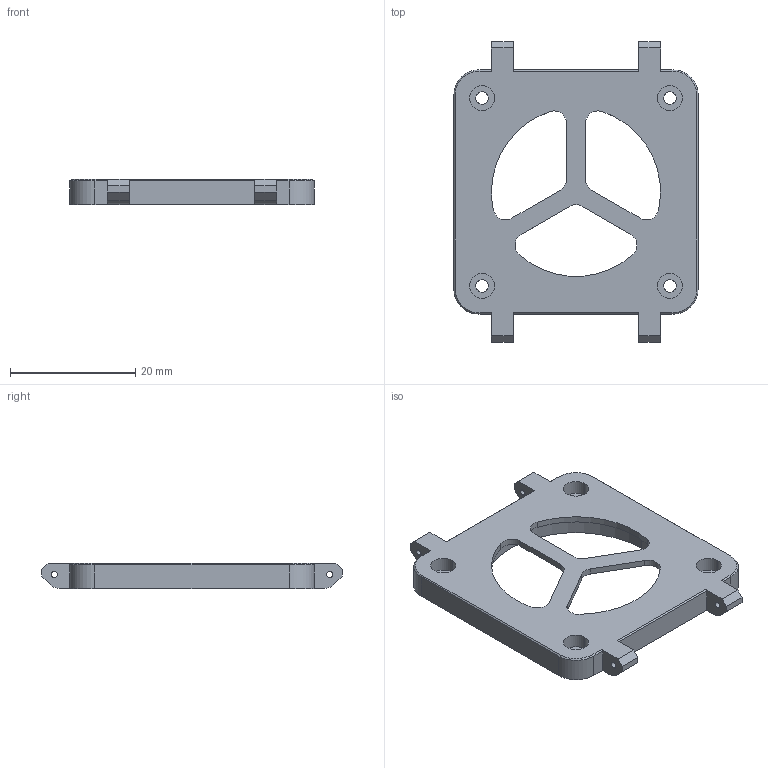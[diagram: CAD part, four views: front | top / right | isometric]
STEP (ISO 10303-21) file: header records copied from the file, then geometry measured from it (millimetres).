
FILE_DESCRIPTION (( 'STEP AP203' ), '1' );
FILE_NAME ('Fond.STEP', '2023-07-04T22:24:09', ( '' ), ( '' ), 'SwSTEP 2.0', 'SolidWorks 2022', '' );
FILE_SCHEMA (( 'CONFIG_CONTROL_DESIGN' ));
Length unit declared in the file: millimetre
Products named in the file (1): Fond
Bounding box: 39 x 48 x 4 mm (x, y, z)
Volume: 3579.7 mm3; surface area: 3556.4 mm2
Topology: 1 solids, 1 shells, 106 faces, 284 edges, 186 vertices
Faces by surface type: plane 50, cylinder 44, bspline 8, cone 4
Entity records: 4171 total; most frequent: CARTESIAN_POINT 1397, ORIENTED_EDGE 568, DIRECTION 548, EDGE_CURVE 284, AXIS2_PLACEMENT_3D 193, VERTEX_POINT 186, LINE 162, VECTOR 162
